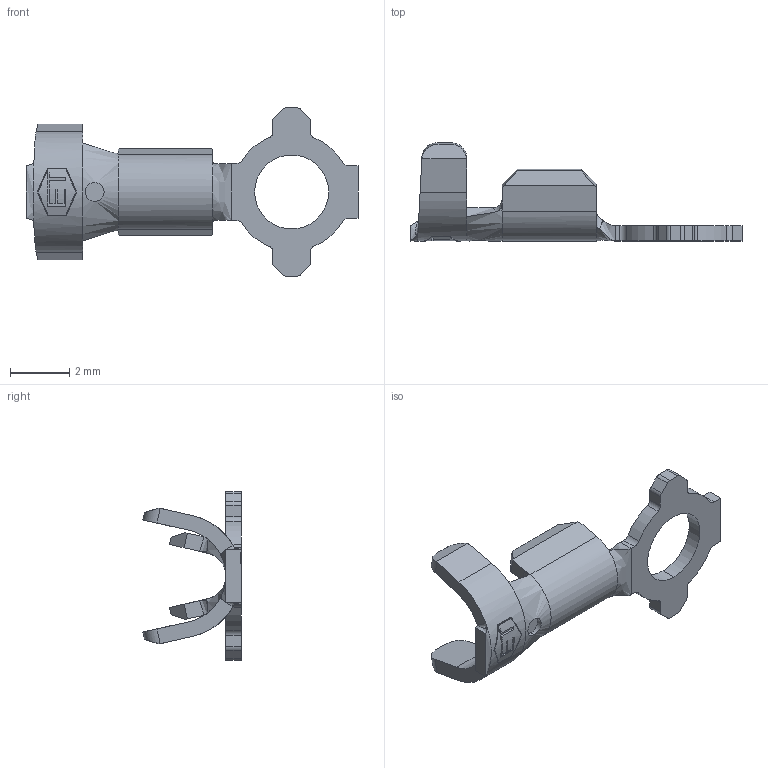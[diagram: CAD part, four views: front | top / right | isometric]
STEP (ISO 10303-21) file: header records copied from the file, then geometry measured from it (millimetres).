
FILE_DESCRIPTION (( 'STEP AP203' ), '1' );
FILE_NAME ('00015.STEP', '2015-02-12T12:44:34', ( '' ), ( '' ), 'SwSTEP 2.0', 'SolidWorks 2014', '' );
FILE_SCHEMA (( 'CONFIG_CONTROL_DESIGN' ));
Length unit declared in the file: inch
Products named in the file (1): 00015
Bounding box: 11.18 x 3.3 x 5.66 mm (x, y, z)
Volume: 22.1 mm3; surface area: 118.4 mm2
Topology: 1 solids, 1 shells, 181 faces, 476 edges, 302 vertices
Faces by surface type: plane 114, cylinder 41, bspline 18, cone 8
Entity records: 6012 total; most frequent: CARTESIAN_POINT 1616, ORIENTED_EDGE 952, DIRECTION 829, EDGE_CURVE 476, LINE 321, VECTOR 321, VERTEX_POINT 302, AXIS2_PLACEMENT_3D 254
